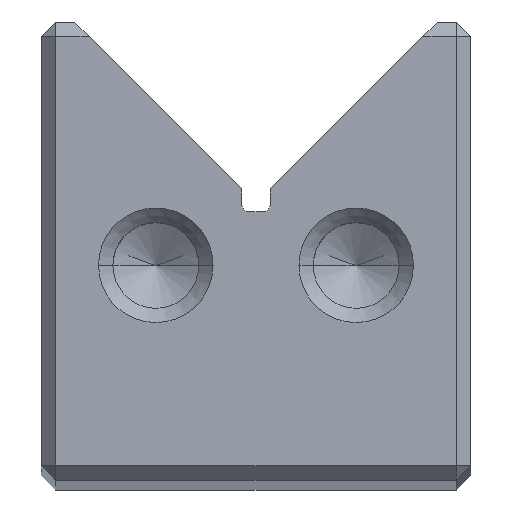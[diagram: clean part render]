
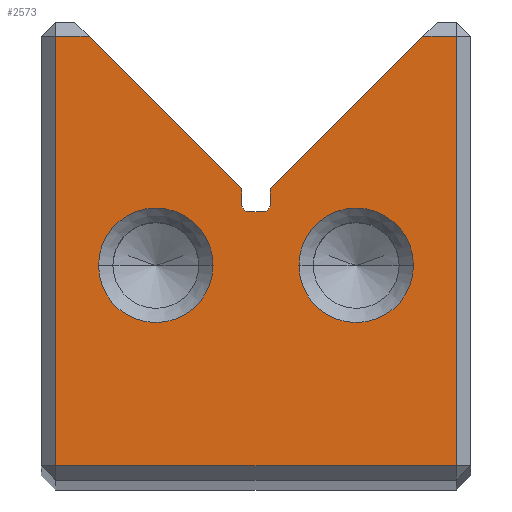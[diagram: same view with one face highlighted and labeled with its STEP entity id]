
A CAD part, top view. The second image highlights one B-rep face of the part: STEP entity #2573.
In plain terms, the highlighted planar face has unit normal (0, 0, 1).
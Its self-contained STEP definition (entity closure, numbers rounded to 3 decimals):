
#2573=ADVANCED_FACE('',(#3265,#3266,#3267),#2924,.F.);
#2924=PLANE('',#9000);
#3165=CIRCLE('',#8917,2.);
#3167=CIRCLE('',#8920,2.);
#3206=CIRCLE('',#8990,0.25);
#3207=CIRCLE('',#8993,0.25);
#3208=CIRCLE('',#8998,2.);
#3209=CIRCLE('',#8999,2.);
#3265=FACE_BOUND('',#3371,.T.);
#3266=FACE_BOUND('',#3372,.T.);
#3267=FACE_BOUND('',#3373,.T.);
#3371=EDGE_LOOP('',(#4339,#4340));
#3372=EDGE_LOOP('',(#4341,#4342));
#3373=EDGE_LOOP('',(#4343,#4344,#4345,#4346,#4347,#4348,#4349,#4350,#4351,
#4352,#4353,#4354));
#4339=ORIENTED_EDGE('',*,*,#6747,.T.);
#4340=ORIENTED_EDGE('',*,*,#6870,.T.);
#4341=ORIENTED_EDGE('',*,*,#6743,.T.);
#4342=ORIENTED_EDGE('',*,*,#6871,.T.);
#4343=ORIENTED_EDGE('',*,*,#6872,.T.);
#4344=ORIENTED_EDGE('',*,*,#6873,.T.);
#4345=ORIENTED_EDGE('',*,*,#6865,.T.);
#4346=ORIENTED_EDGE('',*,*,#6861,.T.);
#4347=ORIENTED_EDGE('',*,*,#6859,.T.);
#4348=ORIENTED_EDGE('',*,*,#6857,.T.);
#4349=ORIENTED_EDGE('',*,*,#6855,.T.);
#4350=ORIENTED_EDGE('',*,*,#6853,.T.);
#4351=ORIENTED_EDGE('',*,*,#6851,.T.);
#4352=ORIENTED_EDGE('',*,*,#6874,.T.);
#4353=ORIENTED_EDGE('',*,*,#6875,.T.);
#4354=ORIENTED_EDGE('',*,*,#6876,.T.);
#6107=VERTEX_POINT('',#11486);
#6108=VERTEX_POINT('',#11488);
#6111=VERTEX_POINT('',#11495);
#6112=VERTEX_POINT('',#11497);
#6183=VERTEX_POINT('',#11700);
#6184=VERTEX_POINT('',#11702);
#6185=VERTEX_POINT('',#11706);
#6186=VERTEX_POINT('',#11710);
#6187=VERTEX_POINT('',#11714);
#6188=VERTEX_POINT('',#11718);
#6189=VERTEX_POINT('',#11722);
#6192=VERTEX_POINT('',#11730);
#6195=VERTEX_POINT('',#11742);
#6196=VERTEX_POINT('',#11743);
#6197=VERTEX_POINT('',#11746);
#6198=VERTEX_POINT('',#11748);
#6743=EDGE_CURVE('',#6108,#6107,#3165,.T.);
#6747=EDGE_CURVE('',#6112,#6111,#3167,.T.);
#6851=EDGE_CURVE('',#6184,#6183,#7693,.T.);
#6853=EDGE_CURVE('',#6185,#6184,#7695,.T.);
#6855=EDGE_CURVE('',#6186,#6185,#3206,.T.);
#6857=EDGE_CURVE('',#6187,#6186,#7698,.T.);
#6859=EDGE_CURVE('',#6188,#6187,#3207,.T.);
#6861=EDGE_CURVE('',#6189,#6188,#7701,.T.);
#6865=EDGE_CURVE('',#6192,#6189,#7705,.T.);
#6870=EDGE_CURVE('',#6111,#6112,#3208,.T.);
#6871=EDGE_CURVE('',#6107,#6108,#3209,.T.);
#6872=EDGE_CURVE('',#6195,#6196,#7710,.T.);
#6873=EDGE_CURVE('',#6196,#6192,#7711,.T.);
#6874=EDGE_CURVE('',#6183,#6197,#7712,.T.);
#6875=EDGE_CURVE('',#6197,#6198,#7713,.T.);
#6876=EDGE_CURVE('',#6198,#6195,#7714,.T.);
#7693=LINE('',#11701,#8411);
#7695=LINE('',#11705,#8413);
#7698=LINE('',#11713,#8416);
#7701=LINE('',#11721,#8419);
#7705=LINE('',#11729,#8423);
#7710=LINE('',#11741,#8428);
#7711=LINE('',#11744,#8429);
#7712=LINE('',#11745,#8430);
#7713=LINE('',#11747,#8431);
#7714=LINE('',#11749,#8432);
#8411=VECTOR('',#9689,1.);
#8413=VECTOR('',#9693,1.);
#8416=VECTOR('',#9702,1.);
#8419=VECTOR('',#9711,1.);
#8423=VECTOR('',#9717,1.);
#8428=VECTOR('',#9730,1.);
#8429=VECTOR('',#9731,1.);
#8430=VECTOR('',#9732,1.);
#8431=VECTOR('',#9733,1.);
#8432=VECTOR('',#9734,1.);
#8917=AXIS2_PLACEMENT_3D('',#11487,#9480,#9481);
#8920=AXIS2_PLACEMENT_3D('',#11496,#9488,#9489);
#8990=AXIS2_PLACEMENT_3D('',#11709,#9697,#9698);
#8993=AXIS2_PLACEMENT_3D('',#11717,#9706,#9707);
#8998=AXIS2_PLACEMENT_3D('',#11739,#9726,#9727);
#8999=AXIS2_PLACEMENT_3D('',#11740,#9728,#9729);
#9000=AXIS2_PLACEMENT_3D('',#11750,#9735,#9736);
#9480=DIRECTION('',(0.,0.,-1.));
#9481=DIRECTION('',(-1.,0.,0.));
#9488=DIRECTION('',(0.,0.,-1.));
#9489=DIRECTION('',(-1.,0.,0.));
#9689=DIRECTION('',(-0.707,0.707,0.));
#9693=DIRECTION('',(0.,1.,0.));
#9697=DIRECTION('',(0.,0.,-1.));
#9698=DIRECTION('',(1.,0.,0.));
#9702=DIRECTION('',(-1.,0.,0.));
#9706=DIRECTION('',(0.,0.,-1.));
#9707=DIRECTION('',(-1.,0.,0.));
#9711=DIRECTION('',(0.,-1.,0.));
#9717=DIRECTION('',(-0.707,-0.707,0.));
#9726=DIRECTION('',(0.,0.,-1.));
#9727=DIRECTION('',(-1.,0.,0.));
#9728=DIRECTION('',(0.,0.,-1.));
#9729=DIRECTION('',(-1.,0.,0.));
#9730=DIRECTION('',(0.,1.,0.));
#9731=DIRECTION('',(-1.,0.,0.));
#9732=DIRECTION('',(-1.,0.,0.));
#9733=DIRECTION('',(0.,-1.,0.));
#9734=DIRECTION('',(1.,0.,0.));
#9735=DIRECTION('',(0.,0.,-1.));
#9736=DIRECTION('',(-1.,0.,0.));
#11486=CARTESIAN_POINT('',(-5.5,7.5,0.));
#11487=CARTESIAN_POINT('',(-3.5,7.5,0.));
#11488=CARTESIAN_POINT('',(-1.5,7.5,0.));
#11495=CARTESIAN_POINT('',(1.5,7.5,0.));
#11496=CARTESIAN_POINT('',(3.5,7.5,0.));
#11497=CARTESIAN_POINT('',(5.5,7.5,0.));
#11700=CARTESIAN_POINT('',(-5.828,15.5,0.));
#11701=CARTESIAN_POINT('',(-6.328,16.,0.));
#11702=CARTESIAN_POINT('',(-0.5,10.172,0.));
#11705=CARTESIAN_POINT('',(-0.5,10.172,0.));
#11706=CARTESIAN_POINT('',(-0.5,9.622,0.));
#11709=CARTESIAN_POINT('',(-0.25,9.622,0.));
#11710=CARTESIAN_POINT('',(-0.25,9.372,0.));
#11713=CARTESIAN_POINT('',(0.25,9.372,0.));
#11714=CARTESIAN_POINT('',(0.25,9.372,0.));
#11717=CARTESIAN_POINT('',(0.25,9.622,0.));
#11718=CARTESIAN_POINT('',(0.5,9.622,0.));
#11721=CARTESIAN_POINT('',(0.5,10.172,0.));
#11722=CARTESIAN_POINT('',(0.5,10.172,0.));
#11729=CARTESIAN_POINT('',(6.328,16.,0.));
#11730=CARTESIAN_POINT('',(5.828,15.5,0.));
#11739=CARTESIAN_POINT('',(3.5,7.5,0.));
#11740=CARTESIAN_POINT('',(-3.5,7.5,0.));
#11741=CARTESIAN_POINT('',(7.,16.,0.));
#11742=CARTESIAN_POINT('',(7.,0.5,0.));
#11743=CARTESIAN_POINT('',(7.,15.5,0.));
#11744=CARTESIAN_POINT('',(6.328,15.5,0.));
#11745=CARTESIAN_POINT('',(-7.5,15.5,0.));
#11746=CARTESIAN_POINT('',(-7.,15.5,0.));
#11747=CARTESIAN_POINT('',(-7.,0.,0.));
#11748=CARTESIAN_POINT('',(-7.,0.5,0.));
#11749=CARTESIAN_POINT('',(7.5,0.5,0.));
#11750=CARTESIAN_POINT('',(0.25,9.622,0.));
